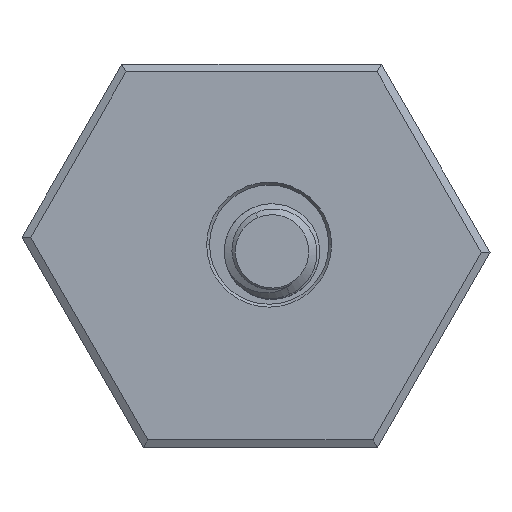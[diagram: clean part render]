
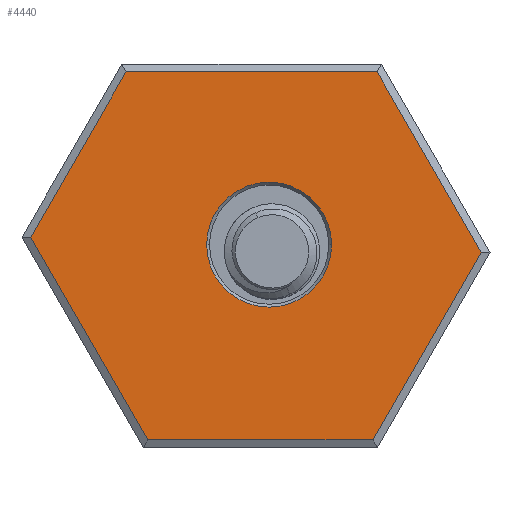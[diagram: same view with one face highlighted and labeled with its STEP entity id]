
A CAD part, top view. The second image highlights one B-rep face of the part: STEP entity #4440.
In plain terms, the highlighted planar face has unit normal (0, 0, 1).
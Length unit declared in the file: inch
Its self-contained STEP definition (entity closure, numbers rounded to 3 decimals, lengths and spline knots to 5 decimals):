
#66 = VECTOR ( 'NONE', #3051, 39.37008 ) ;
#342 = EDGE_CURVE ( 'NONE', #8783, #1860, #2113, .T. ) ;
#443 = EDGE_CURVE ( 'NONE', #11875, #7021, #7838, .T. ) ;
#572 = EDGE_LOOP ( 'NONE', ( #5656, #11419 ) ) ;
#715 = VECTOR ( 'NONE', #8965, 39.37008 ) ;
#880 = CARTESIAN_POINT ( 'NONE',  ( -1.26145, 0.01956, 0.394 ) ) ;
#1439 = DIRECTION ( 'NONE',  ( -1., 0., 0. ) ) ;
#1572 = LINE ( 'NONE', #12391, #1633 ) ;
#1633 = VECTOR ( 'NONE', #5914, 39.37008 ) ;
#1860 = VERTEX_POINT ( 'NONE', #6645 ) ;
#1974 = CARTESIAN_POINT ( 'NONE',  ( -0.62498, -1.04336, 0.394 ) ) ;
#2113 = LINE ( 'NONE', #1974, #66 ) ;
#2400 = EDGE_CURVE ( 'NONE', #1860, #9248, #8660, .T. ) ;
#2589 = LINE ( 'NONE', #9115, #715 ) ;
#2621 = EDGE_CURVE ( 'NONE', #10605, #4223, #11284, .T. ) ;
#3051 = DIRECTION ( 'NONE',  ( -0.5, 0.866, 0. ) ) ;
#3258 = DIRECTION ( 'NONE',  ( -1., 0., 0. ) ) ;
#3643 = FACE_BOUND ( 'NONE', #572, .T. ) ;
#3759 = EDGE_CURVE ( 'NONE', #7884, #11875, #4033, .T. ) ;
#3833 = EDGE_CURVE ( 'NONE', #4223, #10605, #8600, .T. ) ;
#3845 = DIRECTION ( 'NONE',  ( 0., 0., -1. ) ) ;
#3938 = ORIENTED_EDGE ( 'NONE', *, *, #443, .F. ) ;
#4033 = LINE ( 'NONE', #12775, #10848 ) ;
#4223 = VERTEX_POINT ( 'NONE', #12751 ) ;
#4271 = DIRECTION ( 'NONE',  ( -1., 0., 0. ) ) ;
#4440 = ADVANCED_FACE ( 'NONE', ( #3643, #10030 ), #4496, .F. ) ;
#4496 = PLANE ( 'NONE',  #14065 ) ;
#4640 = VECTOR ( 'NONE', #9461, 39.37008 ) ;
#4646 = CARTESIAN_POINT ( 'NONE',  ( 0., 0., 0.394 ) ) ;
#5656 = ORIENTED_EDGE ( 'NONE', *, *, #3833, .T. ) ;
#5696 = CARTESIAN_POINT ( 'NONE',  ( 1.11253, -0.0407, 0.394 ) ) ;
#5914 = DIRECTION ( 'NONE',  ( -1., 0., 0. ) ) ;
#5971 = ORIENTED_EDGE ( 'NONE', *, *, #342, .F. ) ;
#6467 = CARTESIAN_POINT ( 'NONE',  ( -0.75, 0.90543, 0.394 ) ) ;
#6483 = CARTESIAN_POINT ( 'NONE',  ( -0.63637, -1.02363, 0.394 ) ) ;
#6618 = CARTESIAN_POINT ( 'NONE',  ( 0.56628, 0.90543, 0.394 ) ) ;
#6645 = CARTESIAN_POINT ( 'NONE',  ( -1.25006, 0.0393, 0.394 ) ) ;
#6761 = DIRECTION ( 'NONE',  ( 0., 0., -1. ) ) ;
#7021 = VERTEX_POINT ( 'NONE', #12779 ) ;
#7635 = ORIENTED_EDGE ( 'NONE', *, *, #12427, .F. ) ;
#7792 = EDGE_LOOP ( 'NONE', ( #5971, #9742, #3938, #10379, #7635, #11170 ) ) ;
#7838 = LINE ( 'NONE', #12292, #8519 ) ;
#7884 = VERTEX_POINT ( 'NONE', #6618 ) ;
#8145 = AXIS2_PLACEMENT_3D ( 'NONE', #4646, #3845, #3258 ) ;
#8317 = AXIS2_PLACEMENT_3D ( 'NONE', #8938, #6761, #4271 ) ;
#8519 = VECTOR ( 'NONE', #13299, 39.37008 ) ;
#8600 = CIRCLE ( 'NONE', #8145, 0.3275 ) ;
#8660 = LINE ( 'NONE', #880, #4640 ) ;
#8783 = VERTEX_POINT ( 'NONE', #6483 ) ;
#8877 = CARTESIAN_POINT ( 'NONE',  ( 0., 0., 0.394 ) ) ;
#8938 = CARTESIAN_POINT ( 'NONE',  ( 0., 0., 0.394 ) ) ;
#8965 = DIRECTION ( 'NONE',  ( 1., 0., 0. ) ) ;
#9115 = CARTESIAN_POINT ( 'NONE',  ( -0.77278, 0.90543, 0.394 ) ) ;
#9248 = VERTEX_POINT ( 'NONE', #6467 ) ;
#9461 = DIRECTION ( 'NONE',  ( 0.5, 0.866, 0. ) ) ;
#9742 = ORIENTED_EDGE ( 'NONE', *, *, #12872, .F. ) ;
#9903 = CARTESIAN_POINT ( 'NONE',  ( -0.3275, 0., 0.394 ) ) ;
#10030 = FACE_OUTER_BOUND ( 'NONE', #7792, .T. ) ;
#10379 = ORIENTED_EDGE ( 'NONE', *, *, #3759, .F. ) ;
#10605 = VERTEX_POINT ( 'NONE', #9903 ) ;
#10695 = DIRECTION ( 'NONE',  ( 0.5, -0.866, 0. ) ) ;
#10848 = VECTOR ( 'NONE', #10695, 39.37008 ) ;
#11170 = ORIENTED_EDGE ( 'NONE', *, *, #2400, .F. ) ;
#11228 = DIRECTION ( 'NONE',  ( 0., 0., -1. ) ) ;
#11284 = CIRCLE ( 'NONE', #8317, 0.3275 ) ;
#11419 = ORIENTED_EDGE ( 'NONE', *, *, #2621, .T. ) ;
#11875 = VERTEX_POINT ( 'NONE', #5696 ) ;
#12292 = CARTESIAN_POINT ( 'NONE',  ( 1.12392, -0.02096, 0.394 ) ) ;
#12391 = CARTESIAN_POINT ( 'NONE',  ( 0.56782, -1.02363, 0.394 ) ) ;
#12427 = EDGE_CURVE ( 'NONE', #9248, #7884, #2589, .T. ) ;
#12751 = CARTESIAN_POINT ( 'NONE',  ( 0.3275, 0., 0.394 ) ) ;
#12775 = CARTESIAN_POINT ( 'NONE',  ( 0.55489, 0.92516, 0.394 ) ) ;
#12779 = CARTESIAN_POINT ( 'NONE',  ( 0.54504, -1.02363, 0.394 ) ) ;
#12872 = EDGE_CURVE ( 'NONE', #7021, #8783, #1572, .T. ) ;
#13299 = DIRECTION ( 'NONE',  ( -0.5, -0.866, 0. ) ) ;
#14065 = AXIS2_PLACEMENT_3D ( 'NONE', #8877, #11228, #1439 ) ;
